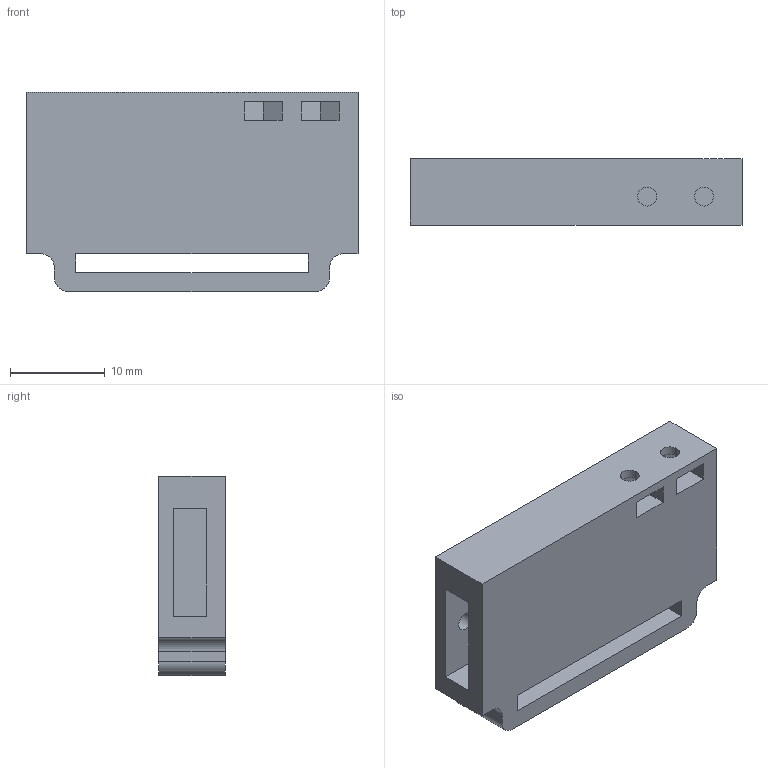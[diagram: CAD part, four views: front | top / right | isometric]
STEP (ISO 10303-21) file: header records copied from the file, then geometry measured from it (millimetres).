
FILE_DESCRIPTION(/* description */ ('STEP AP214'),/* implementation_level */ '2;1');
FILE_NAME(/* name */ '643aeeed5b962511ff4d1aa8',/* time_stamp */ '2023-04-15T18:37:34+00:00',/* author */ (''),/* organization */ (''),/* preprocessor_version */ 'ST-DEVELOPER v18.102',/* originating_system */ ' ',/* authorisation */ ' ');
FILE_SCHEMA (('AUTOMOTIVE_DESIGN {1 0 10303 214 3 1 1}'));
Length unit declared in the file: metre
Products named in the file (1): 3.2 Calf Support Right
Bounding box: 35 x 7 x 21 mm (x, y, z)
Volume: 3245 mm3; surface area: 3547.7 mm2
Topology: 1 solids, 1 shells, 42 faces, 111 edges, 74 vertices
Faces by surface type: plane 31, cylinder 11
Full cylindrical faces by diameter (mm): 2 x7
Entity records: 1324 total; most frequent: CARTESIAN_POINT 221, DIRECTION 212, ORIENTED_EDGE 208, EDGE_CURVE 104, LINE 82, VECTOR 82, VERTEX_POINT 74, EDGE_LOOP 68
